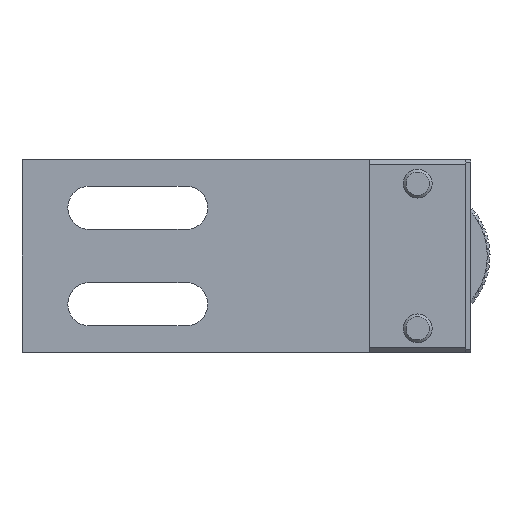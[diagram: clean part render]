
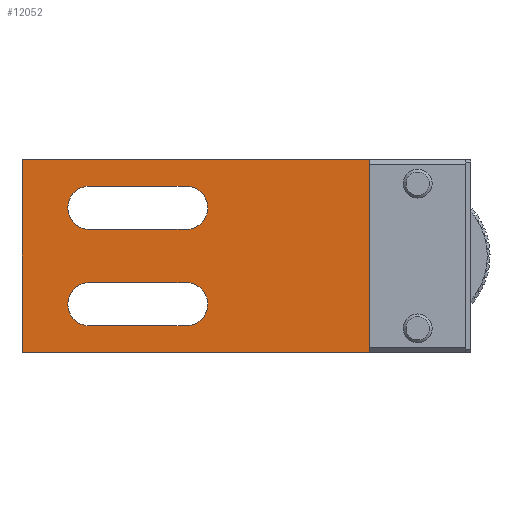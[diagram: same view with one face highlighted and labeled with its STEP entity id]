
A CAD part, front view. The second image highlights one B-rep face of the part: STEP entity #12052.
In plain terms, the highlighted planar face has unit normal (0, -1, 0).
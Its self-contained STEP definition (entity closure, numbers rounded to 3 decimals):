
#4 = CARTESIAN_POINT ( 'NONE',  ( -30., -47.5, -10. ) ) ;
#21 = CARTESIAN_POINT ( 'NONE',  ( 6., -47.5, 2.75 ) ) ;
#303 = ORIENTED_EDGE ( 'NONE', *, *, #14364, .F. ) ;
#698 = VERTEX_POINT ( 'NONE', #11438 ) ;
#749 = VECTOR ( 'NONE', #12448, 1000. ) ;
#951 = LINE ( 'NONE', #10673, #13430 ) ;
#1165 = VECTOR ( 'NONE', #7374, 1000. ) ;
#1302 = ORIENTED_EDGE ( 'NONE', *, *, #11208, .F. ) ;
#1468 = VERTEX_POINT ( 'NONE', #5851 ) ;
#1520 = EDGE_CURVE ( 'NONE', #698, #10514, #8548, .T. ) ;
#1590 = EDGE_CURVE ( 'NONE', #2540, #4581, #951, .T. ) ;
#1624 = VERTEX_POINT ( 'NONE', #4089 ) ;
#1632 = DIRECTION ( 'NONE',  ( 1., 0., 0. ) ) ;
#1751 = DIRECTION ( 'NONE',  ( -1., 0., 0. ) ) ;
#1848 = CARTESIAN_POINT ( 'NONE',  ( 6., -47.5, -10. ) ) ;
#1883 = FACE_BOUND ( 'NONE', #7461, .T. ) ;
#1907 = DIRECTION ( 'NONE',  ( 0., 0., -1. ) ) ;
#2009 = DIRECTION ( 'NONE',  ( 1., 0., 0. ) ) ;
#2143 = AXIS2_PLACEMENT_3D ( 'NONE', #12818, #2811, #8949 ) ;
#2499 = CARTESIAN_POINT ( 'NONE',  ( 6., -47.5, 10. ) ) ;
#2540 = VERTEX_POINT ( 'NONE', #2499 ) ;
#2811 = DIRECTION ( 'NONE',  ( 0., -1., 0. ) ) ;
#2920 = LINE ( 'NONE', #12994, #1165 ) ;
#2941 = AXIS2_PLACEMENT_3D ( 'NONE', #4971, #12720, #4820 ) ;
#3029 = ORIENTED_EDGE ( 'NONE', *, *, #5701, .F. ) ;
#3103 = CARTESIAN_POINT ( 'NONE',  ( -13., -47.5, -2.75 ) ) ;
#3308 = DIRECTION ( 'NONE',  ( 0., 0., -1. ) ) ;
#3311 = ORIENTED_EDGE ( 'NONE', *, *, #1590, .F. ) ;
#3318 = VECTOR ( 'NONE', #12588, 1000. ) ;
#3533 = CARTESIAN_POINT ( 'NONE',  ( 6., -47.5, 7.25 ) ) ;
#3675 = LINE ( 'NONE', #3533, #3318 ) ;
#3828 = CARTESIAN_POINT ( 'NONE',  ( 6., -47.5, -10. ) ) ;
#4089 = CARTESIAN_POINT ( 'NONE',  ( -13., -47.5, 2.75 ) ) ;
#4112 = VERTEX_POINT ( 'NONE', #3103 ) ;
#4135 = DIRECTION ( 'NONE',  ( 0., 1., 0. ) ) ;
#4247 = VECTOR ( 'NONE', #5577, 1000. ) ;
#4293 = ORIENTED_EDGE ( 'NONE', *, *, #9196, .F. ) ;
#4581 = VERTEX_POINT ( 'NONE', #3828 ) ;
#4703 = ORIENTED_EDGE ( 'NONE', *, *, #9894, .F. ) ;
#4820 = DIRECTION ( 'NONE',  ( 0., 0., -1. ) ) ;
#4949 = DIRECTION ( 'NONE',  ( 0., 0., 1. ) ) ;
#4971 = CARTESIAN_POINT ( 'NONE',  ( -23., -47.5, -5. ) ) ;
#5159 = CARTESIAN_POINT ( 'NONE',  ( 6., -47.5, 10. ) ) ;
#5209 = VECTOR ( 'NONE', #1751, 1000. ) ;
#5303 = VERTEX_POINT ( 'NONE', #6574 ) ;
#5396 = AXIS2_PLACEMENT_3D ( 'NONE', #5159, #4135, #4949 ) ;
#5577 = DIRECTION ( 'NONE',  ( 1., 0., 0. ) ) ;
#5639 = DIRECTION ( 'NONE',  ( 0., -1., 0. ) ) ;
#5647 = VECTOR ( 'NONE', #1632, 1000. ) ;
#5701 = EDGE_CURVE ( 'NONE', #6662, #2540, #2920, .T. ) ;
#5851 = CARTESIAN_POINT ( 'NONE',  ( -23., -47.5, 7.25 ) ) ;
#6316 = CARTESIAN_POINT ( 'NONE',  ( -13., -47.5, 7.25 ) ) ;
#6366 = CIRCLE ( 'NONE', #10812, 2.25 ) ;
#6372 = DIRECTION ( 'NONE',  ( 0., -1., 0. ) ) ;
#6574 = CARTESIAN_POINT ( 'NONE',  ( -23., -47.5, 2.75 ) ) ;
#6662 = VERTEX_POINT ( 'NONE', #7679 ) ;
#6682 = VERTEX_POINT ( 'NONE', #12973 ) ;
#7298 = CARTESIAN_POINT ( 'NONE',  ( 6., -47.5, -2.75 ) ) ;
#7374 = DIRECTION ( 'NONE',  ( 1., 0., 0. ) ) ;
#7461 = EDGE_LOOP ( 'NONE', ( #4293, #1302, #11356, #303 ) ) ;
#7679 = CARTESIAN_POINT ( 'NONE',  ( -30., -47.5, 10. ) ) ;
#7838 = CARTESIAN_POINT ( 'NONE',  ( -13., -47.5, -5. ) ) ;
#7961 = AXIS2_PLACEMENT_3D ( 'NONE', #7838, #5639, #14410 ) ;
#7970 = CIRCLE ( 'NONE', #2143, 2.25 ) ;
#8272 = EDGE_LOOP ( 'NONE', ( #11702, #11287, #4703, #9947 ) ) ;
#8548 = CIRCLE ( 'NONE', #2941, 2.25 ) ;
#8610 = LINE ( 'NONE', #7298, #5209 ) ;
#8656 = CARTESIAN_POINT ( 'NONE',  ( 6., -47.5, -7.25 ) ) ;
#8744 = VERTEX_POINT ( 'NONE', #6316 ) ;
#8949 = DIRECTION ( 'NONE',  ( 0., 0., -1. ) ) ;
#9174 = VECTOR ( 'NONE', #2009, 1000. ) ;
#9196 = EDGE_CURVE ( 'NONE', #6682, #4112, #10295, .T. ) ;
#9290 = CARTESIAN_POINT ( 'NONE',  ( -23., -47.5, -7.25 ) ) ;
#9383 = LINE ( 'NONE', #1848, #5647 ) ;
#9422 = FACE_OUTER_BOUND ( 'NONE', #12016, .T. ) ;
#9894 = EDGE_CURVE ( 'NONE', #1468, #5303, #7970, .T. ) ;
#9947 = ORIENTED_EDGE ( 'NONE', *, *, #10141, .F. ) ;
#9967 = LINE ( 'NONE', #8656, #9174 ) ;
#10014 = EDGE_CURVE ( 'NONE', #5303, #1624, #13177, .T. ) ;
#10117 = ORIENTED_EDGE ( 'NONE', *, *, #10190, .F. ) ;
#10141 = EDGE_CURVE ( 'NONE', #8744, #1468, #3675, .T. ) ;
#10177 = LINE ( 'NONE', #13612, #749 ) ;
#10190 = EDGE_CURVE ( 'NONE', #10431, #6662, #10177, .T. ) ;
#10295 = CIRCLE ( 'NONE', #7961, 2.25 ) ;
#10431 = VERTEX_POINT ( 'NONE', #4 ) ;
#10514 = VERTEX_POINT ( 'NONE', #9290 ) ;
#10673 = CARTESIAN_POINT ( 'NONE',  ( 6., -47.5, 0. ) ) ;
#10812 = AXIS2_PLACEMENT_3D ( 'NONE', #14409, #6372, #3308 ) ;
#11208 = EDGE_CURVE ( 'NONE', #10514, #6682, #9967, .T. ) ;
#11287 = ORIENTED_EDGE ( 'NONE', *, *, #10014, .F. ) ;
#11356 = ORIENTED_EDGE ( 'NONE', *, *, #1520, .F. ) ;
#11426 = EDGE_CURVE ( 'NONE', #10431, #4581, #9383, .T. ) ;
#11438 = CARTESIAN_POINT ( 'NONE',  ( -23., -47.5, -2.75 ) ) ;
#11602 = FACE_BOUND ( 'NONE', #8272, .T. ) ;
#11702 = ORIENTED_EDGE ( 'NONE', *, *, #14017, .F. ) ;
#12016 = EDGE_LOOP ( 'NONE', ( #10117, #13898, #3311, #3029 ) ) ;
#12052 = ADVANCED_FACE ( 'NONE', ( #1883, #11602, #9422 ), #14152, .F. ) ;
#12448 = DIRECTION ( 'NONE',  ( 0., 0., 1. ) ) ;
#12588 = DIRECTION ( 'NONE',  ( -1., 0., 0. ) ) ;
#12720 = DIRECTION ( 'NONE',  ( 0., -1., 0. ) ) ;
#12818 = CARTESIAN_POINT ( 'NONE',  ( -23., -47.5, 5. ) ) ;
#12973 = CARTESIAN_POINT ( 'NONE',  ( -13., -47.5, -7.25 ) ) ;
#12994 = CARTESIAN_POINT ( 'NONE',  ( 6., -47.5, 10. ) ) ;
#13177 = LINE ( 'NONE', #21, #4247 ) ;
#13430 = VECTOR ( 'NONE', #1907, 1000. ) ;
#13612 = CARTESIAN_POINT ( 'NONE',  ( -30., -47.5, 10. ) ) ;
#13898 = ORIENTED_EDGE ( 'NONE', *, *, #11426, .T. ) ;
#14017 = EDGE_CURVE ( 'NONE', #1624, #8744, #6366, .T. ) ;
#14152 = PLANE ( 'NONE',  #5396 ) ;
#14364 = EDGE_CURVE ( 'NONE', #4112, #698, #8610, .T. ) ;
#14409 = CARTESIAN_POINT ( 'NONE',  ( -13., -47.5, 5. ) ) ;
#14410 = DIRECTION ( 'NONE',  ( 0., 0., -1. ) ) ;
